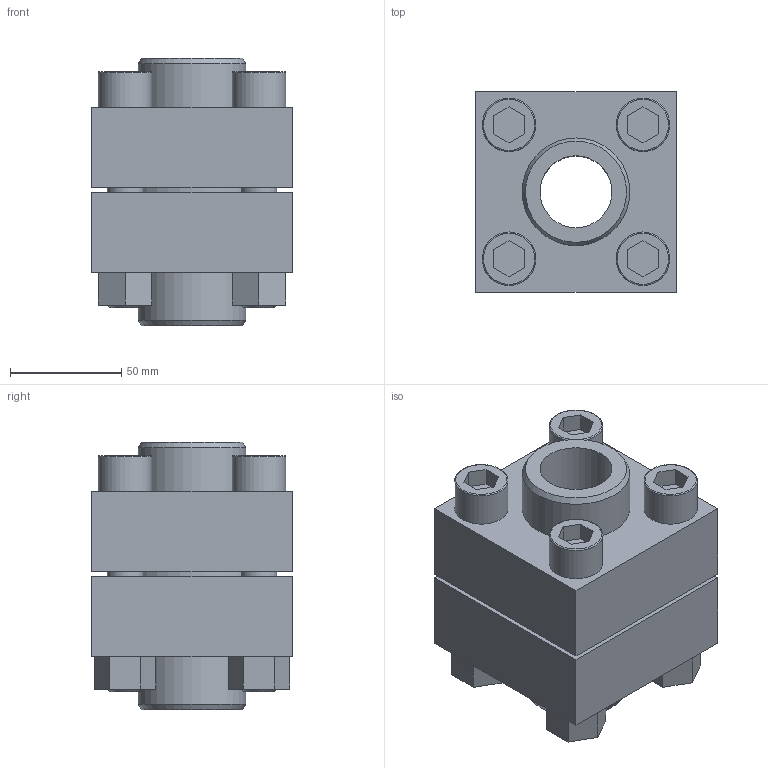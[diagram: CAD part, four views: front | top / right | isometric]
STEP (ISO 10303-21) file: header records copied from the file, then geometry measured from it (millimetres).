
FILE_DESCRIPTION(/* description */ ('STEP AP203'),/* implementation_level */ '2;1');
FILE_NAME(/* name */ 'ISO-Flange Coupling FFK 38-48.3x8-01',/* time_stamp */ '2023-05-02T11:27:29+02:00',/* author */ ('License CC BY-ND 4.0'),/* organization */ ('CADENAS'),/* preprocessor_version */ 'ST-DEVELOPER v19.3',/* originating_system */ 'PARTsolutions',/* authorisation */ ' ');
FILE_SCHEMA (('CONFIG_CONTROL_DESIGN'));
Length unit declared in the file: millimetre
Products named in the file (1): ISO-Flanschkupplung FFK 38-48.3x8-01
Bounding box: 90 x 90 x 120 mm (x, y, z)
Volume: 627556.3 mm3; surface area: 83415.6 mm2
Topology: 1 solids, 1 shells, 116 faces, 263 edges, 174 vertices
Faces by surface type: plane 83, cylinder 21, cone 8, torus 4
Full cylindrical faces by diameter (mm): 16 x8, 24 x4, 32.3 x2, 47.22 x1, 48.3 x4, 54.28 x1, 63.5 x1
Entity records: 3042 total; most frequent: DIRECTION 510, CARTESIAN_POINT 505, ORIENTED_EDGE 444, EDGE_CURVE 222, EDGE_LOOP 184, FACE_BOUND 184, AXIS2_PLACEMENT_3D 171, LINE 168
